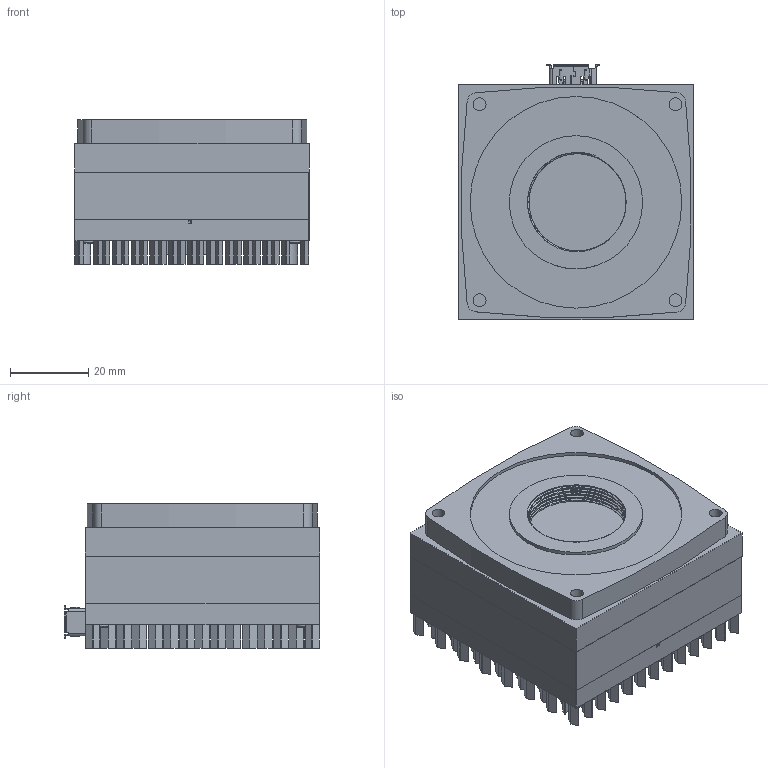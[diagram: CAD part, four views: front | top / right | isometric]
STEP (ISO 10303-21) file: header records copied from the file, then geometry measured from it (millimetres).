
FILE_DESCRIPTION(/* description */ (''),/* implementation_level */ '2;1');
FILE_NAME(/* name */ 'MR4021MU-BH.stp',/* time_stamp */ '2015-12-11T10:38:14+01:00',/* author */ (''),/* organization */ (''),/* preprocessor_version */ 'ST-DEVELOPER v15',/* originating_system */ 'SIEMENS PLM Software NX 8.5',/* authorisation */ '');
FILE_SCHEMA (('AUTOMOTIVE_DESIGN { 1 0 10303 214 3 1 1 1 }'));
Products named in the file (12): FLT_BK7_AR2X_D32_sldprt; MECH_MR_FLTHOLD_4021_VE_sldprt; din912_M2.5x20; din912_M1.6x3mm; MECH_MR_BACK_4021_VE_sldprt; 534620629_stp; 53261-690_sldprt; MR4021OutLine_sldprt; MECH_MR_MAIN_4021_VE_sldprt; mr_4021_front_new; mr_4021_veleta_thirth_assm; 01.MR4021MU_BH-DRAFTING
Assembly tree (19 placements, depth 3):
  01.MR4021MU_BH-DRAFTING
    mr_4021_veleta_thirth_assm
      mr_4021_front_new
      MECH_MR_MAIN_4021_VE_sldprt
      MR4021OutLine_sldprt
      53261-690_sldprt
      534620629_stp
      MECH_MR_BACK_4021_VE_sldprt
      din912_M1.6x3mm  x6
      din912_M2.5x20  x4
      MECH_MR_FLTHOLD_4021_VE_sldprt
      FLT_BK7_AR2X_D32_sldprt
Bounding box: 59.91 x 65.25 x 36.84 mm (x, y, z)
Volume: 78110.6 mm3; surface area: 60251.9 mm2
Topology: 21 solids, 27 shells, 2904 faces, 7528 edges, 4933 vertices
Faces by surface type: plane 2373, cylinder 455, cone 42, bspline 14, torus 10, sphere 8, extrusion 2
Full cylindrical faces by diameter (mm): 0.5 x1, 0.503 x26, 0.953 x36, 1.25 x6, 1.5 x34, 1.503 x2, 1.6 x12, 2.05 x4, 2.1 x6, 2.103 x8, 2.5 x12, 3 x6, 3.3 x4, 4 x4, 4.5 x4, 5 x4, 5.4 x8, 6.84 x2, 29.6 x1, 30 x1, 32 x1, 32.4 x1, 33.6 x1, 34 x1, 44 x1, 44.6 x1, 44.8 x1, 45 x2, 46.1 x1, 46.2 x1
Entity records: 84989 total; most frequent: CARTESIAN_POINT 16022, ORIENTED_EDGE 13934, DIRECTION 13419, EDGE_CURVE 6967, VECTOR 5883, LINE 5881, VERTEX_POINT 4715, AXIS2_PLACEMENT_3D 3768
